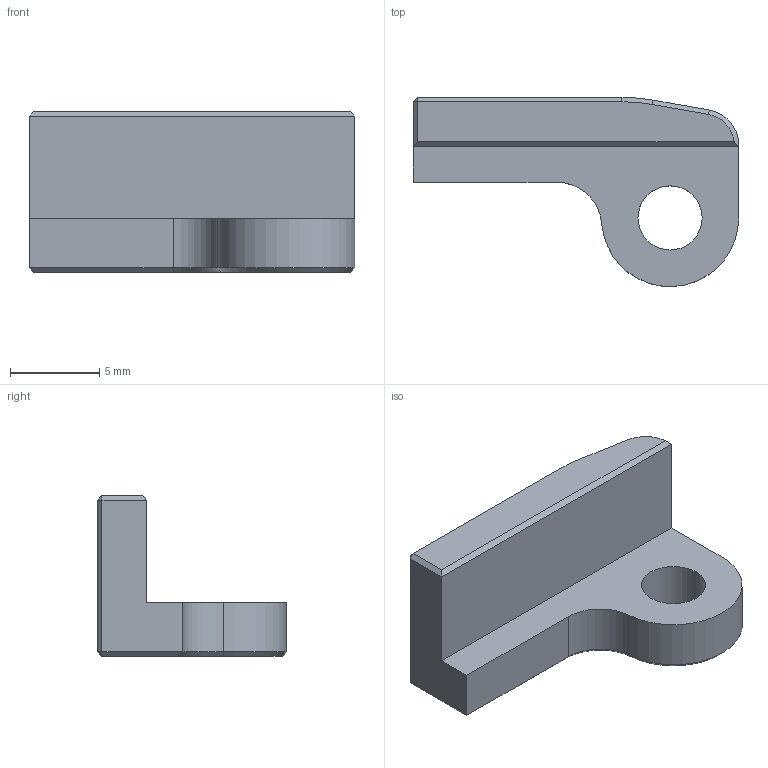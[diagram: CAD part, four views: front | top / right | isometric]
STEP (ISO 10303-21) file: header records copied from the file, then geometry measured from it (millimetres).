
FILE_DESCRIPTION(/* description */ (''),/* implementation_level */ '2;1');
FILE_NAME(/* name */ 'endstop.step',/* time_stamp */ '2024-10-29T08:08:26+01:00',/* author */ (''),/* organization */ (''),/* preprocessor_version */ 'ST-DEVELOPER v20',/* originating_system */ 'Autodesk Translation Framework v13.20.0.188',/* authorisation */ '');
FILE_SCHEMA (('AUTOMOTIVE_DESIGN { 1 0 10303 214 3 1 1 }'));
Length unit declared in the file: millimetre
Products named in the file (1): endstop
Bounding box: 18.25 x 10.6 x 9 mm (x, y, z)
Volume: 616.3 mm3; surface area: 642.2 mm2
Topology: 1 solids, 1 shells, 34 faces, 75 edges, 43 vertices
Faces by surface type: plane 22, cone 7, cylinder 5
Full cylindrical faces by diameter (mm): 3.6 x1
Entity records: 951 total; most frequent: DIRECTION 161, CARTESIAN_POINT 155, ORIENTED_EDGE 150, EDGE_CURVE 75, LINE 57, VECTOR 57, AXIS2_PLACEMENT_3D 52, VERTEX_POINT 43
